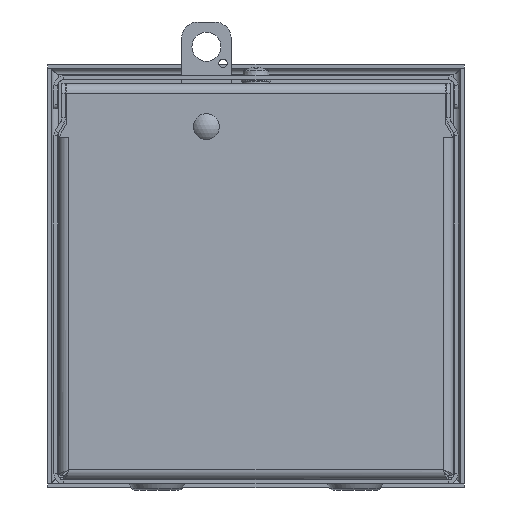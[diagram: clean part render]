
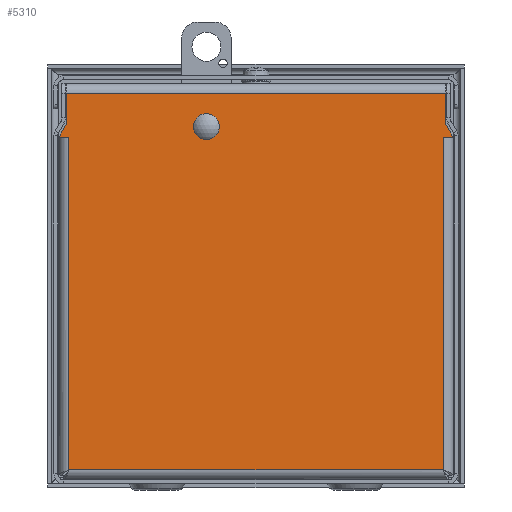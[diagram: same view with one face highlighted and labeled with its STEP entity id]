
A CAD part, front view. The second image highlights one B-rep face of the part: STEP entity #5310.
In plain terms, the highlighted face is planar.
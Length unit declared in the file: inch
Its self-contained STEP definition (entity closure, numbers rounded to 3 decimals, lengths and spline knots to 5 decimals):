
#225=FACE_BOUND('',#992,.T.);
#353=PLANE('',#5749);
#602=FACE_OUTER_BOUND('',#991,.T.);
#991=EDGE_LOOP('',(#3910,#3911,#3912,#3913,#3914,#3915,#3916,#3917,#3918,
#3919,#3920,#3921,#3922,#3923));
#992=EDGE_LOOP('',(#3924));
#1378=LINE('',#8105,#1808);
#1397=LINE('',#8149,#1827);
#1399=LINE('',#8153,#1829);
#1400=LINE('',#8155,#1830);
#1401=LINE('',#8157,#1831);
#1402=LINE('',#8159,#1832);
#1403=LINE('',#8161,#1833);
#1404=LINE('',#8163,#1834);
#1405=LINE('',#8165,#1835);
#1406=LINE('',#8167,#1836);
#1407=LINE('',#8169,#1837);
#1408=LINE('',#8171,#1838);
#1409=LINE('',#8173,#1839);
#1410=LINE('',#8174,#1840);
#1808=VECTOR('',#6620,5.75);
#1827=VECTOR('',#6659,0.47031);
#1829=VECTOR('',#6663,0.47031);
#1830=VECTOR('',#6664,0.21852);
#1831=VECTOR('',#6665,0.15283);
#1832=VECTOR('',#6666,0.0002);
#1833=VECTOR('',#6667,0.0002);
#1834=VECTOR('',#6668,5.03475);
#1835=VECTOR('',#6669,5.66325);
#1836=VECTOR('',#6670,5.03475);
#1837=VECTOR('',#6671,0.0002);
#1838=VECTOR('',#6672,0.0002);
#1839=VECTOR('',#6673,0.15283);
#1840=VECTOR('',#6674,0.21852);
#2186=CIRCLE('',#5716,0.1005);
#2442=VERTEX_POINT('',#8030);
#2466=VERTEX_POINT('',#8102);
#2467=VERTEX_POINT('',#8104);
#2482=VERTEX_POINT('',#8148);
#2483=VERTEX_POINT('',#8152);
#2484=VERTEX_POINT('',#8154);
#2485=VERTEX_POINT('',#8156);
#2486=VERTEX_POINT('',#8158);
#2487=VERTEX_POINT('',#8160);
#2488=VERTEX_POINT('',#8162);
#2489=VERTEX_POINT('',#8164);
#2490=VERTEX_POINT('',#8166);
#2491=VERTEX_POINT('',#8168);
#2492=VERTEX_POINT('',#8170);
#2493=VERTEX_POINT('',#8172);
#2942=EDGE_CURVE('',#2442,#2442,#2186,.T.);
#2977=EDGE_CURVE('',#2467,#2466,#1378,.T.);
#2999=EDGE_CURVE('',#2482,#2467,#1397,.T.);
#3001=EDGE_CURVE('',#2466,#2483,#1399,.T.);
#3002=EDGE_CURVE('',#2483,#2484,#1400,.T.);
#3003=EDGE_CURVE('',#2484,#2485,#1401,.T.);
#3004=EDGE_CURVE('',#2485,#2486,#1402,.T.);
#3005=EDGE_CURVE('',#2486,#2487,#1403,.T.);
#3006=EDGE_CURVE('',#2487,#2488,#1404,.T.);
#3007=EDGE_CURVE('',#2488,#2489,#1405,.T.);
#3008=EDGE_CURVE('',#2489,#2490,#1406,.T.);
#3009=EDGE_CURVE('',#2490,#2491,#1407,.T.);
#3010=EDGE_CURVE('',#2491,#2492,#1408,.T.);
#3011=EDGE_CURVE('',#2492,#2493,#1409,.T.);
#3012=EDGE_CURVE('',#2493,#2482,#1410,.T.);
#3910=ORIENTED_EDGE('',*,*,#2977,.T.);
#3911=ORIENTED_EDGE('',*,*,#3001,.T.);
#3912=ORIENTED_EDGE('',*,*,#3002,.T.);
#3913=ORIENTED_EDGE('',*,*,#3003,.T.);
#3914=ORIENTED_EDGE('',*,*,#3004,.T.);
#3915=ORIENTED_EDGE('',*,*,#3005,.T.);
#3916=ORIENTED_EDGE('',*,*,#3006,.T.);
#3917=ORIENTED_EDGE('',*,*,#3007,.T.);
#3918=ORIENTED_EDGE('',*,*,#3008,.T.);
#3919=ORIENTED_EDGE('',*,*,#3009,.T.);
#3920=ORIENTED_EDGE('',*,*,#3010,.T.);
#3921=ORIENTED_EDGE('',*,*,#3011,.T.);
#3922=ORIENTED_EDGE('',*,*,#3012,.T.);
#3923=ORIENTED_EDGE('',*,*,#2999,.T.);
#3924=ORIENTED_EDGE('',*,*,#2942,.T.);
#5310=ADVANCED_FACE('',(#602,#225),#353,.F.);
#5716=AXIS2_PLACEMENT_3D('',#8031,#6548,#6549);
#5749=AXIS2_PLACEMENT_3D('',#8151,#6661,#6662);
#6548=DIRECTION('center_axis',(0.,0.,1.));
#6549=DIRECTION('ref_axis',(1.,0.,0.));
#6620=DIRECTION('',(-1.,0.,0.));
#6659=DIRECTION('',(0.,-1.,0.));
#6661=DIRECTION('center_axis',(0.,0.,1.));
#6662=DIRECTION('ref_axis',(1.,0.,0.));
#6663=DIRECTION('',(0.,1.,0.));
#6664=DIRECTION('',(-0.5,0.866,0.));
#6665=DIRECTION('',(1.,0.,0.));
#6666=DIRECTION('',(0.,1.,0.));
#6667=DIRECTION('',(-1.,0.,0.));
#6668=DIRECTION('',(0.,1.,0.));
#6669=DIRECTION('',(1.,0.,0.));
#6670=DIRECTION('',(0.,-1.,0.));
#6671=DIRECTION('',(-1.,0.,0.));
#6672=DIRECTION('',(0.,-1.,0.));
#6673=DIRECTION('',(1.,0.,0.));
#6674=DIRECTION('',(-0.5,-0.866,0.));
#8030=CARTESIAN_POINT('',(-0.8505,-2.34725,0.));
#8031=CARTESIAN_POINT('Origin',(-0.75,-2.34725,0.));
#8102=CARTESIAN_POINT('',(-2.875,-2.84725,0.));
#8104=CARTESIAN_POINT('',(2.875,-2.84725,0.));
#8105=CARTESIAN_POINT('',(1.4375,-2.84725,0.));
#8148=CARTESIAN_POINT('',(2.875,-2.37694,0.));
#8149=CARTESIAN_POINT('',(2.875,-1.18847,0.));
#8151=CARTESIAN_POINT('Origin',(0.,0.,
0.));
#8152=CARTESIAN_POINT('',(-2.875,-2.37694,0.));
#8153=CARTESIAN_POINT('',(-2.875,-1.5,0.));
#8154=CARTESIAN_POINT('',(-2.98426,-2.1877,0.));
#8155=CARTESIAN_POINT('',(-3.03025,-2.10805,0.));
#8156=CARTESIAN_POINT('',(-2.83143,-2.1877,0.));
#8157=CARTESIAN_POINT('',(-1.49213,-2.1877,0.));
#8158=CARTESIAN_POINT('',(-2.83143,-2.1875,0.));
#8159=CARTESIAN_POINT('',(-2.83143,-1.09385,0.));
#8160=CARTESIAN_POINT('',(-2.83163,-2.1875,0.));
#8161=CARTESIAN_POINT('',(-1.41571,-2.1875,0.));
#8162=CARTESIAN_POINT('',(-2.83163,2.84725,0.));
#8163=CARTESIAN_POINT('',(-2.83163,-1.09375,0.));
#8164=CARTESIAN_POINT('',(2.83163,2.84725,0.));
#8165=CARTESIAN_POINT('',(-1.41581,2.84725,0.));
#8166=CARTESIAN_POINT('',(2.83163,-2.1875,0.));
#8167=CARTESIAN_POINT('',(2.83163,1.42363,0.));
#8168=CARTESIAN_POINT('',(2.83143,-2.1875,0.));
#8169=CARTESIAN_POINT('',(1.49219,-2.1875,0.));
#8170=CARTESIAN_POINT('',(2.83143,-2.1877,0.));
#8171=CARTESIAN_POINT('',(2.83143,-1.09375,0.));
#8172=CARTESIAN_POINT('',(2.98426,-2.1877,0.));
#8173=CARTESIAN_POINT('',(1.41571,-2.1877,0.));
#8174=CARTESIAN_POINT('',(3.08494,-2.01332,0.));
